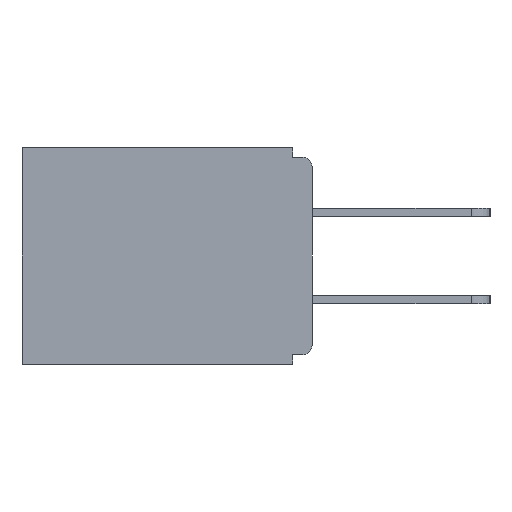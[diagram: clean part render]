
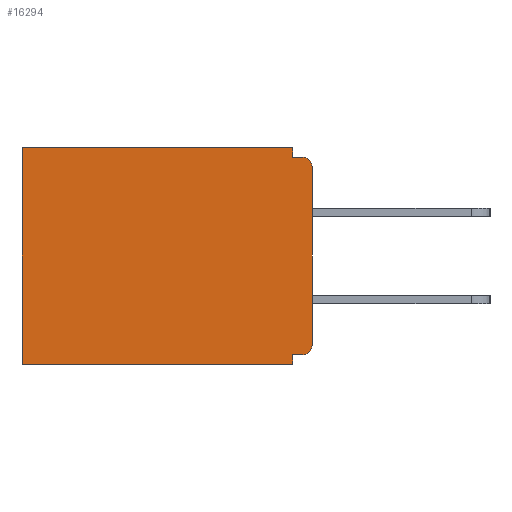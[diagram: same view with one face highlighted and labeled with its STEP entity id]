
A CAD part, left-side view. The second image highlights one B-rep face of the part: STEP entity #16294.
In plain terms, the highlighted planar face has unit normal (-1, 0, 0).
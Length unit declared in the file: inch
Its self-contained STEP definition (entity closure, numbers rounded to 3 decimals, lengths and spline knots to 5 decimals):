
#198 = ORIENTED_EDGE ( 'NONE', *, *, #9598, .T. ) ;
#293 = VECTOR ( 'NONE', #3409, 39.37008 ) ;
#300 = CARTESIAN_POINT ( 'NONE',  ( 0.298, 0., 0. ) ) ;
#780 = LINE ( 'NONE', #300, #293 ) ;
#1027 = CARTESIAN_POINT ( 'NONE',  ( 0.298, 0.46, 0. ) ) ;
#1075 = ORIENTED_EDGE ( 'NONE', *, *, #15953, .F. ) ;
#1318 = CIRCLE ( 'NONE', #11876, 0.015 ) ;
#1431 = VECTOR ( 'NONE', #5470, 39.37008 ) ;
#1780 = CARTESIAN_POINT ( 'NONE',  ( 0.298, 0.031, -0.343 ) ) ;
#2218 = EDGE_CURVE ( 'NONE', #15659, #2536, #20025, .T. ) ;
#2265 = DIRECTION ( 'NONE',  ( 0., 0., -1. ) ) ;
#2450 = ORIENTED_EDGE ( 'NONE', *, *, #2218, .T. ) ;
#2536 = VERTEX_POINT ( 'NONE', #20630 ) ;
#3409 = DIRECTION ( 'NONE',  ( 0., 0., -1. ) ) ;
#3996 = LINE ( 'NONE', #8014, #7567 ) ;
#4881 = VERTEX_POINT ( 'NONE', #16593 ) ;
#5027 = CARTESIAN_POINT ( 'NONE',  ( 0.298, 0.46, 0. ) ) ;
#5368 = CARTESIAN_POINT ( 'NONE',  ( 0.298, 0.015, -0.313 ) ) ;
#5470 = DIRECTION ( 'NONE',  ( 0., -1., 0. ) ) ;
#5618 = DIRECTION ( 'NONE',  ( -1., 0., 0. ) ) ;
#5843 = EDGE_CURVE ( 'NONE', #16751, #4881, #19344, .T. ) ;
#6034 = CARTESIAN_POINT ( 'NONE',  ( 0.298, 0., -0.343 ) ) ;
#6194 = VERTEX_POINT ( 'NONE', #8024 ) ;
#6239 = DIRECTION ( 'NONE',  ( 1., 0., 0. ) ) ;
#6358 = CARTESIAN_POINT ( 'NONE',  ( 0.298, 0., -0.328 ) ) ;
#7098 = LINE ( 'NONE', #6034, #17666 ) ;
#7271 = DIRECTION ( 'NONE',  ( 0., 0., -1. ) ) ;
#7567 = VECTOR ( 'NONE', #21002, 39.37008 ) ;
#8006 = VERTEX_POINT ( 'NONE', #10108 ) ;
#8014 = CARTESIAN_POINT ( 'NONE',  ( 0.298, 0., 0. ) ) ;
#8024 = CARTESIAN_POINT ( 'NONE',  ( 0.298, 0.015, -0.328 ) ) ;
#8289 = EDGE_CURVE ( 'NONE', #16616, #8006, #7098, .T. ) ;
#8580 = CARTESIAN_POINT ( 'NONE',  ( 0.298, 0., -0.015 ) ) ;
#8772 = PLANE ( 'NONE',  #12928 ) ;
#8873 = VERTEX_POINT ( 'NONE', #12650 ) ;
#9123 = ORIENTED_EDGE ( 'NONE', *, *, #15395, .T. ) ;
#9135 = VERTEX_POINT ( 'NONE', #5027 ) ;
#9582 = AXIS2_PLACEMENT_3D ( 'NONE', #15537, #5618, #7271 ) ;
#9598 = EDGE_CURVE ( 'NONE', #16751, #9135, #3996, .T. ) ;
#10009 = ORIENTED_EDGE ( 'NONE', *, *, #5843, .F. ) ;
#10037 = ORIENTED_EDGE ( 'NONE', *, *, #13720, .F. ) ;
#10068 = LINE ( 'NONE', #6358, #11817 ) ;
#10108 = CARTESIAN_POINT ( 'NONE',  ( 0.298, 0.46, -0.343 ) ) ;
#10247 = CARTESIAN_POINT ( 'NONE',  ( 0.298, 0.031, 0. ) ) ;
#10964 = EDGE_CURVE ( 'NONE', #6194, #16334, #1318, .T. ) ;
#11302 = LINE ( 'NONE', #1027, #12330 ) ;
#11311 = EDGE_LOOP ( 'NONE', ( #2450, #10037, #10009, #198, #9123, #16339, #17602, #1075, #18653, #17111 ) ) ;
#11817 = VECTOR ( 'NONE', #19567, 39.37008 ) ;
#11876 = AXIS2_PLACEMENT_3D ( 'NONE', #5368, #16930, #16805 ) ;
#12256 = VECTOR ( 'NONE', #19695, 39.37008 ) ;
#12330 = VECTOR ( 'NONE', #2265, 39.37008 ) ;
#12650 = CARTESIAN_POINT ( 'NONE',  ( 0.298, 0.031, -0.328 ) ) ;
#12782 = LINE ( 'NONE', #1780, #12256 ) ;
#12928 = AXIS2_PLACEMENT_3D ( 'NONE', #14513, #6239, #16022 ) ;
#13572 = CARTESIAN_POINT ( 'NONE',  ( 0.298, 0., -0.03 ) ) ;
#13720 = EDGE_CURVE ( 'NONE', #4881, #2536, #20895, .T. ) ;
#14379 = DIRECTION ( 'NONE',  ( 0., 1., 0. ) ) ;
#14513 = CARTESIAN_POINT ( 'NONE',  ( 0.298, 0., 0. ) ) ;
#14984 = FACE_OUTER_BOUND ( 'NONE', #11311, .T. ) ;
#15395 = EDGE_CURVE ( 'NONE', #9135, #8006, #11302, .T. ) ;
#15537 = CARTESIAN_POINT ( 'NONE',  ( 0.298, 0.015, -0.03 ) ) ;
#15659 = VERTEX_POINT ( 'NONE', #13572 ) ;
#15953 = EDGE_CURVE ( 'NONE', #6194, #8873, #10068, .T. ) ;
#16022 = DIRECTION ( 'NONE',  ( 0., 0., -1. ) ) ;
#16097 = CARTESIAN_POINT ( 'NONE',  ( 0.298, 0., -0.313 ) ) ;
#16294 = ADVANCED_FACE ( 'NONE', ( #14984 ), #8772, .F. ) ;
#16334 = VERTEX_POINT ( 'NONE', #16097 ) ;
#16339 = ORIENTED_EDGE ( 'NONE', *, *, #8289, .F. ) ;
#16593 = CARTESIAN_POINT ( 'NONE',  ( 0.298, 0.031, -0.015 ) ) ;
#16616 = VERTEX_POINT ( 'NONE', #21071 ) ;
#16751 = VERTEX_POINT ( 'NONE', #10247 ) ;
#16805 = DIRECTION ( 'NONE',  ( 0., 0., -1. ) ) ;
#16930 = DIRECTION ( 'NONE',  ( -1., 0., 0. ) ) ;
#17111 = ORIENTED_EDGE ( 'NONE', *, *, #19161, .F. ) ;
#17602 = ORIENTED_EDGE ( 'NONE', *, *, #18918, .F. ) ;
#17666 = VECTOR ( 'NONE', #14379, 39.37008 ) ;
#18653 = ORIENTED_EDGE ( 'NONE', *, *, #10964, .T. ) ;
#18918 = EDGE_CURVE ( 'NONE', #8873, #16616, #12782, .T. ) ;
#19161 = EDGE_CURVE ( 'NONE', #15659, #16334, #780, .T. ) ;
#19344 = LINE ( 'NONE', #20576, #20839 ) ;
#19346 = DIRECTION ( 'NONE',  ( 0., 0., -1. ) ) ;
#19567 = DIRECTION ( 'NONE',  ( 0., 1., 0. ) ) ;
#19695 = DIRECTION ( 'NONE',  ( 0., 0., -1. ) ) ;
#20025 = CIRCLE ( 'NONE', #9582, 0.015 ) ;
#20576 = CARTESIAN_POINT ( 'NONE',  ( 0.298, 0.031, -0.343 ) ) ;
#20630 = CARTESIAN_POINT ( 'NONE',  ( 0.298, 0.015, -0.015 ) ) ;
#20839 = VECTOR ( 'NONE', #19346, 39.37008 ) ;
#20895 = LINE ( 'NONE', #8580, #1431 ) ;
#21002 = DIRECTION ( 'NONE',  ( 0., 1., 0. ) ) ;
#21071 = CARTESIAN_POINT ( 'NONE',  ( 0.298, 0.031, -0.343 ) ) ;
